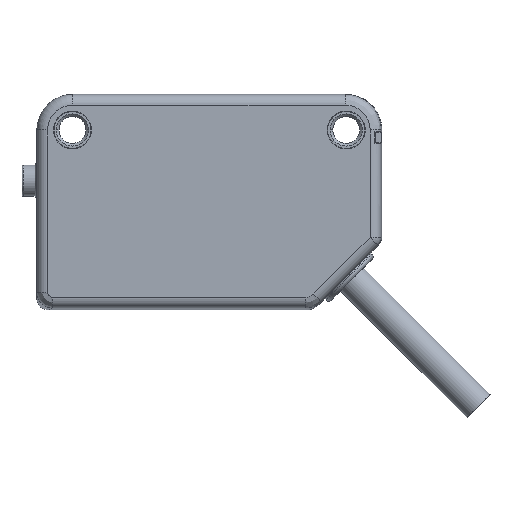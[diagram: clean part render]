
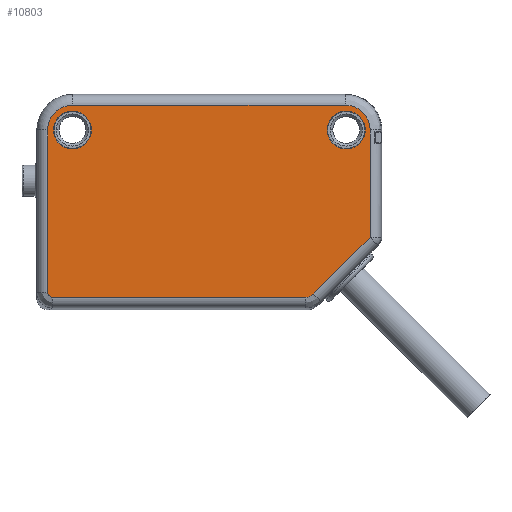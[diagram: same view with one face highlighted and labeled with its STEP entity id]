
A CAD part, left-side view. The second image highlights one B-rep face of the part: STEP entity #10803.
In plain terms, the highlighted planar face has unit normal (-1, 0, 0).
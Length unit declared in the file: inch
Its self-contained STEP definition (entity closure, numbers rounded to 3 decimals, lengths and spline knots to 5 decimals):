
#1=DIRECTION('',(0.,-0.707,0.707));
#2=VECTOR('',#1,0.29317);
#3=CARTESIAN_POINT('',(-0.23622,-0.37981,
-0.33524));
#4=LINE('',#3,#2);
#5=CARTESIAN_POINT('',(-0.23622,-0.35197,
-0.34677));
#6=CARTESIAN_POINT('',(-0.23622,-0.35344,
-0.34677));
#7=CARTESIAN_POINT('',(-0.23622,-0.35636,
-0.3466));
#8=CARTESIAN_POINT('',(-0.23622,-0.36072,
-0.34587));
#9=CARTESIAN_POINT('',(-0.23622,-0.36499,
-0.34464));
#10=CARTESIAN_POINT('',(-0.23622,-0.3691,
-0.34294));
#11=CARTESIAN_POINT('',(-0.23622,-0.37298,
-0.34079));
#12=CARTESIAN_POINT('',(-0.23622,-0.37659,
-0.33822));
#13=CARTESIAN_POINT('',(-0.23622,-0.37877,
-0.33627));
#14=CARTESIAN_POINT('',(-0.23622,-0.37981,
-0.33524));
#16=DIRECTION('',(0.,-1.,0.));
#17=VECTOR('',#16,0.92445);
#18=CARTESIAN_POINT('',(-0.23622,0.57248,
-0.34677));
#19=LINE('',#18,#17);
#20=CARTESIAN_POINT('',(-0.23622,0.59055,
-0.32868));
#21=CARTESIAN_POINT('',(-0.23622,0.59055,
-0.32953));
#22=CARTESIAN_POINT('',(-0.23622,0.59043,
-0.33124));
#23=CARTESIAN_POINT('',(-0.23622,0.58988,
-0.33378));
#24=CARTESIAN_POINT('',(-0.23622,0.58898,
-0.33621));
#25=CARTESIAN_POINT('',(-0.23622,0.58774,
-0.33849));
#26=CARTESIAN_POINT('',(-0.23622,0.58619,
-0.34057));
#27=CARTESIAN_POINT('',(-0.23622,0.58435,
-0.3424));
#28=CARTESIAN_POINT('',(-0.23622,0.58228,
-0.34395));
#29=CARTESIAN_POINT('',(-0.23622,0.58001,
-0.34519));
#30=CARTESIAN_POINT('',(-0.23622,0.57757,
-0.3461));
#31=CARTESIAN_POINT('',(-0.23622,0.57503,
-0.34665));
#32=CARTESIAN_POINT('',(-0.23622,0.57333,
-0.34677));
#33=CARTESIAN_POINT('',(-0.23622,0.57248,
-0.34677));
#35=CARTESIAN_POINT('',(-0.23622,0.5,0.26378));
#36=DIRECTION('',(-1.,0.,0.));
#37=DIRECTION('',(0.,0.,1.));
#38=AXIS2_PLACEMENT_3D('',#35,#36,#37);
#40=DIRECTION('',(0.,1.,0.));
#41=VECTOR('',#40,0.99654);
#42=CARTESIAN_POINT('',(-0.23622,-0.49654,
0.35433));
#43=LINE('',#42,#41);
#44=CARTESIAN_POINT('',(-0.23622,-0.58711,
0.26378));
#45=CARTESIAN_POINT('',(-0.23622,-0.58711,
0.26692));
#46=CARTESIAN_POINT('',(-0.23622,-0.58678,
0.27318));
#47=CARTESIAN_POINT('',(-0.23622,-0.58531,
0.28256));
#48=CARTESIAN_POINT('',(-0.23622,-0.58285,
0.29175));
#49=CARTESIAN_POINT('',(-0.23622,-0.57945,
0.30063));
#50=CARTESIAN_POINT('',(-0.23622,-0.57514,
0.3091));
#51=CARTESIAN_POINT('',(-0.23622,-0.56996,
0.31708));
#52=CARTESIAN_POINT('',(-0.23622,-0.56397,
0.32448));
#53=CARTESIAN_POINT('',(-0.23622,-0.55725,
0.3312));
#54=CARTESIAN_POINT('',(-0.23622,-0.54985,
0.33719));
#55=CARTESIAN_POINT('',(-0.23622,-0.54187,
0.34236));
#56=CARTESIAN_POINT('',(-0.23622,-0.5334,
0.34667));
#57=CARTESIAN_POINT('',(-0.23622,-0.52452,
0.35008));
#58=CARTESIAN_POINT('',(-0.23622,-0.51533,
0.35253));
#59=CARTESIAN_POINT('',(-0.23622,-0.50594,
0.35401));
#60=CARTESIAN_POINT('',(-0.23622,-0.49968,
0.35433));
#61=CARTESIAN_POINT('',(-0.23622,-0.49654,
0.35433));
#63=CARTESIAN_POINT('',(-0.23622,0.5,0.26378));
#64=DIRECTION('',(1.,0.,0.));
#65=DIRECTION('',(0.,0.,-1.));
#66=AXIS2_PLACEMENT_3D('',#63,#64,#65);
#68=CARTESIAN_POINT('',(-0.23622,0.5,0.26378));
#69=DIRECTION('',(1.,0.,0.));
#70=DIRECTION('',(0.,0.,1.));
#71=AXIS2_PLACEMENT_3D('',#68,#69,#70);
#73=CARTESIAN_POINT('',(-0.23622,-0.5,0.26378));
#74=DIRECTION('',(1.,0.,0.));
#75=DIRECTION('',(0.,0.,-1.));
#76=AXIS2_PLACEMENT_3D('',#73,#74,#75);
#78=CARTESIAN_POINT('',(-0.23622,-0.5,0.26378));
#79=DIRECTION('',(1.,0.,0.));
#80=DIRECTION('',(0.,0.,1.));
#81=AXIS2_PLACEMENT_3D('',#78,#79,#80);
#87=DIRECTION('',(0.,0.,1.));
#88=VECTOR('',#87,0.39172);
#89=CARTESIAN_POINT('',(-0.23622,-0.58711,
-0.12794));
#90=LINE('',#89,#88);
#339=DIRECTION('',(0.,0.,-1.));
#340=VECTOR('',#339,0.59246);
#341=CARTESIAN_POINT('',(-0.23622,0.59055,
0.26378));
#342=LINE('',#341,#340);
#9317=VERTEX_POINT('',#44);
#9318=VERTEX_POINT('',#61);
#9321=CARTESIAN_POINT('',(-0.23622,0.5,0.35433));
#9322=VERTEX_POINT('',#9321);
#9789=CARTESIAN_POINT('',(-0.23622,-0.5,0.33307));
#9790=CARTESIAN_POINT('',(-0.23622,-0.5,0.19449));
#9791=VERTEX_POINT('',#9789);
#9792=VERTEX_POINT('',#9790);
#9793=CARTESIAN_POINT('',(-0.23622,0.5,0.33307));
#9794=CARTESIAN_POINT('',(-0.23622,0.5,0.19449));
#9795=VERTEX_POINT('',#9793);
#9796=VERTEX_POINT('',#9794);
#9816=CARTESIAN_POINT('',(-0.23622,0.59055,
0.26378));
#9817=VERTEX_POINT('',#9816);
#10368=CARTESIAN_POINT('',(-0.23622,-0.58711,
-0.12794));
#10370=VERTEX_POINT('',#10368);
#10551=CARTESIAN_POINT('',(-0.23622,-0.37981,
-0.33524));
#10552=VERTEX_POINT('',#10551);
#10557=VERTEX_POINT('',#20);
#10558=VERTEX_POINT('',#33);
#10561=CARTESIAN_POINT('',(-0.23622,-0.35197,
-0.34677));
#10562=VERTEX_POINT('',#10561);
#10766=CARTESIAN_POINT('',(-0.23622,0.,0.));
#10767=DIRECTION('',(1.,0.,0.));
#10768=DIRECTION('',(0.,0.,-1.));
#10769=AXIS2_PLACEMENT_3D('',#10766,#10767,#10768);
#10770=PLANE('',#10769);
#10772=ORIENTED_EDGE('',*,*,#10771,.F.);
#10774=ORIENTED_EDGE('',*,*,#10773,.F.);
#10776=ORIENTED_EDGE('',*,*,#10775,.F.);
#10778=ORIENTED_EDGE('',*,*,#10777,.F.);
#10780=ORIENTED_EDGE('',*,*,#10779,.F.);
#10782=ORIENTED_EDGE('',*,*,#10781,.F.);
#10784=ORIENTED_EDGE('',*,*,#10783,.F.);
#10786=ORIENTED_EDGE('',*,*,#10785,.F.);
#10788=ORIENTED_EDGE('',*,*,#10787,.F.);
#10789=EDGE_LOOP('',(#10772,#10774,#10776,#10778,#10780,#10782,#10784,#10786,
#10788));
#10790=FACE_OUTER_BOUND('',#10789,.F.);
#10792=ORIENTED_EDGE('',*,*,#10791,.F.);
#10794=ORIENTED_EDGE('',*,*,#10793,.F.);
#10795=EDGE_LOOP('',(#10792,#10794));
#10796=FACE_BOUND('',#10795,.F.);
#10798=ORIENTED_EDGE('',*,*,#10797,.F.);
#10800=ORIENTED_EDGE('',*,*,#10799,.F.);
#10801=EDGE_LOOP('',(#10798,#10800));
#10802=FACE_BOUND('',#10801,.F.);
#10803=ADVANCED_FACE('',(#10790,#10796,#10802),#10770,.F.);
#15=B_SPLINE_CURVE_WITH_KNOTS('',3,(#5,#6,#7,#8,#9,#10,#11,#12,#13,#14),
.UNSPECIFIED.,.F.,.F.,(4,1,1,1,1,1,1,4),(0.,0.14286,
0.28571,0.42857,0.57143,0.71429,
0.85714,1.),.UNSPECIFIED.);
#34=B_SPLINE_CURVE_WITH_KNOTS('',3,(#20,#21,#22,#23,#24,#25,#26,#27,#28,#29,#30,
#31,#32,#33),.UNSPECIFIED.,.F.,.F.,(4,1,1,1,1,1,1,1,1,1,1,4),(0.,
0.09091,0.18182,0.27273,0.36364,
0.45455,0.54545,0.63636,0.72727,
0.81818,0.90909,1.),.UNSPECIFIED.);
#39=CIRCLE('',#38,0.09055);
#62=B_SPLINE_CURVE_WITH_KNOTS('',3,(#44,#45,#46,#47,#48,#49,#50,#51,#52,#53,#54,
#55,#56,#57,#58,#59,#60,#61),.UNSPECIFIED.,.F.,.F.,(4,1,1,1,1,1,1,1,1,1,1,1,1,1,
1,4),(0.,0.06667,0.13333,0.2,0.26667,
0.33333,0.4,0.46667,0.53333,0.6,
0.66667,0.73333,0.8,0.86667,0.93333,
1.),.UNSPECIFIED.);
#67=CIRCLE('',#66,0.06929);
#72=CIRCLE('',#71,0.06929);
#77=CIRCLE('',#76,0.06929);
#82=CIRCLE('',#81,0.06929);
#10771=EDGE_CURVE('',#10370,#9317,#90,.T.);
#10773=EDGE_CURVE('',#10552,#10370,#4,.T.);
#10775=EDGE_CURVE('',#10562,#10552,#15,.T.);
#10777=EDGE_CURVE('',#10558,#10562,#19,.T.);
#10779=EDGE_CURVE('',#10557,#10558,#34,.T.);
#10781=EDGE_CURVE('',#9817,#10557,#342,.T.);
#10783=EDGE_CURVE('',#9322,#9817,#39,.T.);
#10785=EDGE_CURVE('',#9318,#9322,#43,.T.);
#10787=EDGE_CURVE('',#9317,#9318,#62,.T.);
#10791=EDGE_CURVE('',#9796,#9795,#67,.T.);
#10793=EDGE_CURVE('',#9795,#9796,#72,.T.);
#10797=EDGE_CURVE('',#9792,#9791,#77,.T.);
#10799=EDGE_CURVE('',#9791,#9792,#82,.T.);
